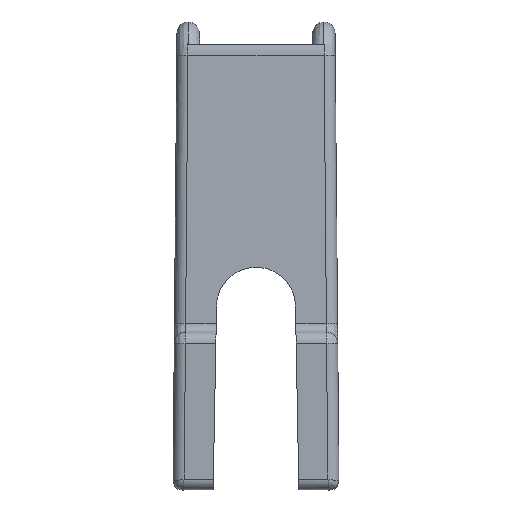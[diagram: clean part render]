
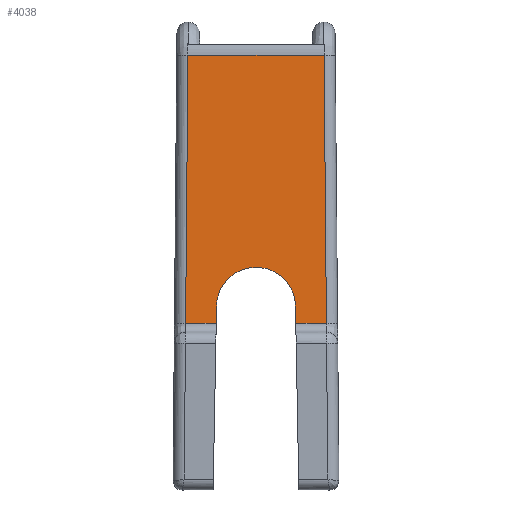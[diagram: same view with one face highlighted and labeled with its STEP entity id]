
A CAD part, front view. The second image highlights one B-rep face of the part: STEP entity #4038.
In plain terms, the highlighted planar face has unit normal (0, -1, 0.018).
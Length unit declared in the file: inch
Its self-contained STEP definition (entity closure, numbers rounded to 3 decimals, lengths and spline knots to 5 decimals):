
#10 = DIRECTION ( 'NONE',  ( -0.018, 0.017, 1. ) ) ;
#93 = ORIENTED_EDGE ( 'NONE', *, *, #4579, .F. ) ;
#115 = CARTESIAN_POINT ( 'NONE',  ( 0.2458, -0.01633, -1.05173 ) ) ;
#164 = DIRECTION ( 'NONE',  ( 1., 0., 0. ) ) ;
#176 = DIRECTION ( 'NONE',  ( -1., 0., 0. ) ) ;
#280 = CARTESIAN_POINT ( 'NONE',  ( -0.1389, -0.01633, -1.05173 ) ) ;
#346 = VERTEX_POINT ( 'NONE', #115 ) ;
#350 = DIRECTION ( 'NONE',  ( -0.018, -0.017, -1. ) ) ;
#368 = VERTEX_POINT ( 'NONE', #918 ) ;
#381 = LINE ( 'NONE', #3116, #3443 ) ;
#548 =( BOUNDED_CURVE ( )  B_SPLINE_CURVE ( 3, ( #3845, #1088, #2309, #3087 ),
 .UNSPECIFIED., .F., .T. ) 
 B_SPLINE_CURVE_WITH_KNOTS ( ( 4, 4 ),
 ( 1.58918, 4.694 ),
 .UNSPECIFIED. ) 
 CURVE ( )  GEOMETRIC_REPRESENTATION_ITEM ( )  RATIONAL_B_SPLINE_CURVE ( ( 1., 0.346, 0.346, 1. ) ) 
 REPRESENTATION_ITEM ( '' )  );
#806 = DIRECTION ( 'NONE',  ( -1., 0., 0. ) ) ;
#858 = EDGE_LOOP ( 'NONE', ( #1917, #1691, #4753, #1290, #3856, #1310, #93, #895 ) ) ;
#895 = ORIENTED_EDGE ( 'NONE', *, *, #4783, .F. ) ;
#918 = CARTESIAN_POINT ( 'NONE',  ( -0.2458, -0.01633, -1.05173 ) ) ;
#939 = CARTESIAN_POINT ( 'NONE',  ( -0.2458, -0.01633, -1.05173 ) ) ;
#1002 = VECTOR ( 'NONE', #1724, 39.37008 ) ;
#1067 = PLANE ( 'NONE',  #2063 ) ;
#1088 = CARTESIAN_POINT ( 'NONE',  ( 0.13291, -0.01064, -0.72581 ) ) ;
#1168 = CARTESIAN_POINT ( 'NONE',  ( 0.27559, 0., -0.11605 ) ) ;
#1221 = LINE ( 'NONE', #3481, #4470 ) ;
#1290 = ORIENTED_EDGE ( 'NONE', *, *, #2379, .F. ) ;
#1310 = ORIENTED_EDGE ( 'NONE', *, *, #1429, .F. ) ;
#1375 = CARTESIAN_POINT ( 'NONE',  ( -0.1378, -0.01528, -0.99158 ) ) ;
#1379 = VERTEX_POINT ( 'NONE', #1375 ) ;
#1429 = EDGE_CURVE ( 'NONE', #346, #4907, #3272, .T. ) ;
#1512 = FACE_OUTER_BOUND ( 'NONE', #858, .T. ) ;
#1661 = VECTOR ( 'NONE', #2822, 39.37008 ) ;
#1691 = ORIENTED_EDGE ( 'NONE', *, *, #3303, .F. ) ;
#1724 = DIRECTION ( 'NONE',  ( 0.009, -0.017, -1. ) ) ;
#1755 = CARTESIAN_POINT ( 'NONE',  ( 0.27559, -0.01633, -1.05173 ) ) ;
#1905 = VECTOR ( 'NONE', #176, 39.37008 ) ;
#1917 = ORIENTED_EDGE ( 'NONE', *, *, #4599, .F. ) ;
#2022 = VERTEX_POINT ( 'NONE', #280 ) ;
#2063 = AXIS2_PLACEMENT_3D ( 'NONE', #2946, #3777, #2995 ) ;
#2133 = CARTESIAN_POINT ( 'NONE',  ( -0.23763, 0., -0.11605 ) ) ;
#2309 = CARTESIAN_POINT ( 'NONE',  ( -0.13291, -0.01064, -0.72581 ) ) ;
#2379 = EDGE_CURVE ( 'NONE', #3280, #1379, #548, .T. ) ;
#2529 = LINE ( 'NONE', #3298, #1002 ) ;
#2822 = DIRECTION ( 'NONE',  ( 0.009, 0.017, 1. ) ) ;
#2946 = CARTESIAN_POINT ( 'NONE',  ( 0.27559, 0., -0.11605 ) ) ;
#2995 = DIRECTION ( 'NONE',  ( 0., 0.017, 1. ) ) ;
#3024 = EDGE_CURVE ( 'NONE', #4907, #3280, #1221, .T. ) ;
#3087 = CARTESIAN_POINT ( 'NONE',  ( -0.1378, -0.01528, -0.99158 ) ) ;
#3090 = LINE ( 'NONE', #1168, #3761 ) ;
#3116 = CARTESIAN_POINT ( 'NONE',  ( -0.1378, -0.01528, -0.99158 ) ) ;
#3271 = LINE ( 'NONE', #939, #1661 ) ;
#3272 = LINE ( 'NONE', #1755, #1905 ) ;
#3280 = VERTEX_POINT ( 'NONE', #4855 ) ;
#3298 = CARTESIAN_POINT ( 'NONE',  ( 0.23662, 0.00202, -0.00038 ) ) ;
#3303 = EDGE_CURVE ( 'NONE', #2022, #368, #4091, .T. ) ;
#3384 = EDGE_CURVE ( 'NONE', #1379, #2022, #381, .T. ) ;
#3443 = VECTOR ( 'NONE', #350, 39.37008 ) ;
#3481 = CARTESIAN_POINT ( 'NONE',  ( 0.1389, -0.01633, -1.05173 ) ) ;
#3630 = CARTESIAN_POINT ( 'NONE',  ( 0.1389, -0.01633, -1.05173 ) ) ;
#3665 = VECTOR ( 'NONE', #806, 39.37008 ) ;
#3761 = VECTOR ( 'NONE', #164, 39.37008 ) ;
#3777 = DIRECTION ( 'NONE',  ( 0., 1., -0.017 ) ) ;
#3845 = CARTESIAN_POINT ( 'NONE',  ( 0.1378, -0.01528, -0.99158 ) ) ;
#3856 = ORIENTED_EDGE ( 'NONE', *, *, #3024, .F. ) ;
#3862 = VERTEX_POINT ( 'NONE', #4839 ) ;
#4002 = VERTEX_POINT ( 'NONE', #2133 ) ;
#4038 = ADVANCED_FACE ( 'NONE', ( #1512 ), #1067, .F. ) ;
#4091 = LINE ( 'NONE', #4268, #3665 ) ;
#4268 = CARTESIAN_POINT ( 'NONE',  ( 0.27559, -0.01633, -1.05173 ) ) ;
#4470 = VECTOR ( 'NONE', #10, 39.37008 ) ;
#4579 = EDGE_CURVE ( 'NONE', #3862, #346, #2529, .T. ) ;
#4599 = EDGE_CURVE ( 'NONE', #368, #4002, #3271, .T. ) ;
#4753 = ORIENTED_EDGE ( 'NONE', *, *, #3384, .F. ) ;
#4783 = EDGE_CURVE ( 'NONE', #4002, #3862, #3090, .T. ) ;
#4839 = CARTESIAN_POINT ( 'NONE',  ( 0.23763, 0., -0.11605 ) ) ;
#4855 = CARTESIAN_POINT ( 'NONE',  ( 0.1378, -0.01528, -0.99158 ) ) ;
#4907 = VERTEX_POINT ( 'NONE', #3630 ) ;
